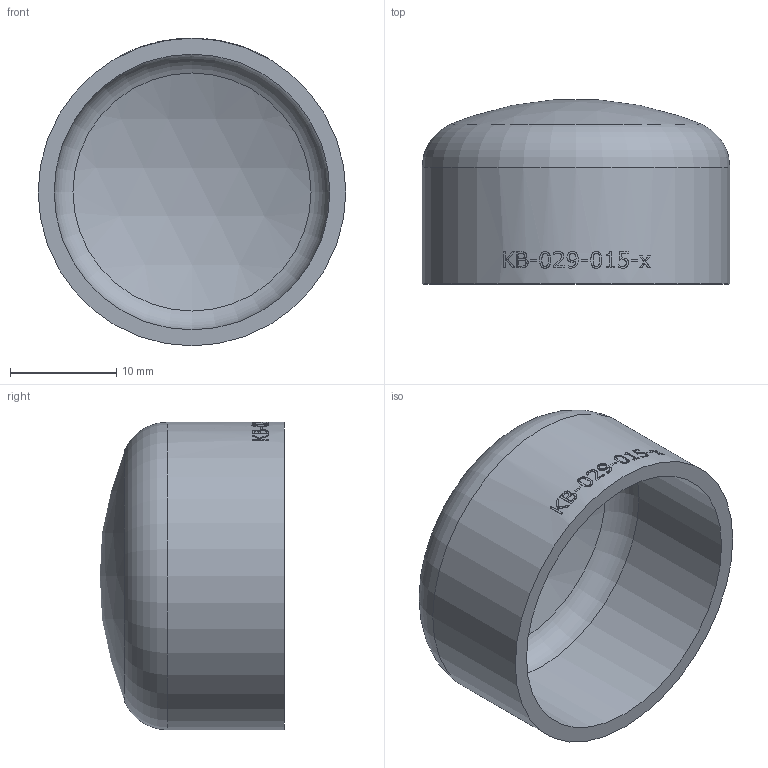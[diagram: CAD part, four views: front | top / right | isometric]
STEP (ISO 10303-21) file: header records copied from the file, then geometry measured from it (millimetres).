
FILE_DESCRIPTION (( 'STEP AP214' ), '1' );
FILE_NAME ('KB-029-015-x Klepperboden 2001.STEP', '2020-01-17T09:46:30', ( '' ), ( '' ), 'SwSTEP 2.0', 'SolidWorks 2016', '' );
FILE_SCHEMA (( 'AUTOMOTIVE_DESIGN' ));
Length unit declared in the file: millimetre
Products named in the file (1): KB-029-015-x Klepperboden 2001
Bounding box: 29 x 17.37 x 29 mm (x, y, z)
Volume: 2599.8 mm3; surface area: 3604.2 mm2
Topology: 1 solids, 1 shells, 174 faces, 460 edges, 306 vertices
Faces by surface type: bspline 92, plane 59, cylinder 19, torus 2, sphere 2
Full cylindrical faces by diameter (mm): 26 x1, 29 x1
Entity records: 14210 total; most frequent: CARTESIAN_POINT 8875, ORIENTED_EDGE 912, EDGE_CURVE 456, DIRECTION 399, VERTEX_POINT 306, B_SPLINE_CURVE_WITH_KNOTS 293, EDGE_LOOP 196, FACE_OUTER_BOUND 178
